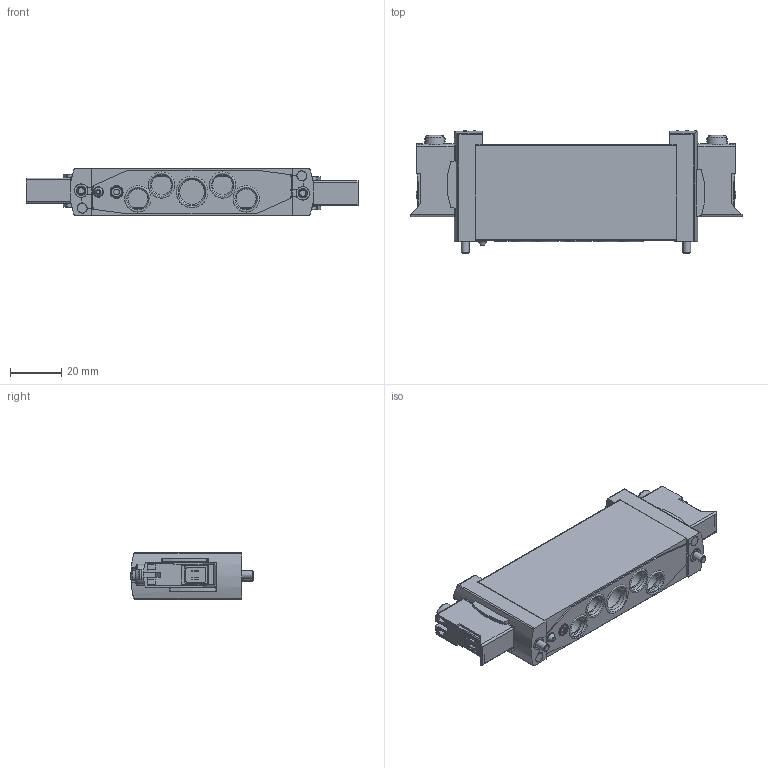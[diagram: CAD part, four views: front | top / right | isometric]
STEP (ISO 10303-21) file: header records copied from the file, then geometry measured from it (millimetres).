
FILE_DESCRIPTION(/* description */ ('STEP AP214'),/* implementation_level */ '2;1');
FILE_NAME(/* name */ '574454_VUVG-B18-P53U-ZT-F-1P3',/* time_stamp */ '2024-09-17T13:32:19+02:00',/* author */ ('License CC BY-ND 4.0'),/* organization */ ('CADENAS'),/* preprocessor_version */ 'ST-DEVELOPER v19.3',/* originating_system */ 'PARTsolutions',/* authorisation */ ' ');
FILE_SCHEMA (('AUTOMOTIVE_DESIGN {1 0 10303 214 3 1 1}'));
Length unit declared in the file: millimetre
Products named in the file (5): 574454 VUVG-B18-P53U-ZT-F-1P3; 564212 VUVG-B-18-P53U--ZT-F--1P3--------(G); 1457450 M3X45-10.9; 574480 VABD-L1-18B-S-G14---(DR); 1374186 MSAG
Assembly tree (6 placements, depth 2):
  574454 VUVG-B18-P53U-ZT-F-1P3
    564212 VUVG-B-18-P53U--ZT-F--1P3--------(G)
    1457450 M3X45-10.9  x2
    574480 VABD-L1-18B-S-G14---(DR)
    1374186 MSAG  x2
Bounding box: 129.4 x 47.6 x 18.3 mm (x, y, z)
Volume: 70341.6 mm3; surface area: 23569.5 mm2
Topology: 6 solids, 6 shells, 727 faces, 1911 edges, 1244 vertices
Faces by surface type: plane 448, cylinder 193, torus 46, cone 36, sphere 4
Full cylindrical faces by diameter (mm): 2.2 x2, 2.6 x2, 3 x2, 3.4 x2, 3.5 x2, 3.6 x4, 3.8 x4, 3.9 x2, 4.2 x1, 4.75 x2, 7.8 x4, 7.9 x4, 8.1 x2, 9.7 x1, 10 x1, 10.1 x4, 10.2 x4, 12.2 x1, 12.3 x1
Entity records: 17814 total; most frequent: CARTESIAN_POINT 3395, DIRECTION 2991, ORIENTED_EDGE 2856, EDGE_CURVE 1428, AXIS2_PLACEMENT_3D 1080, VERTEX_POINT 978, LINE 831, VECTOR 831
